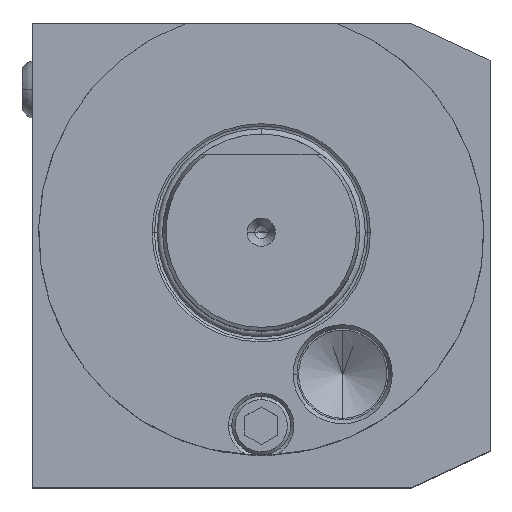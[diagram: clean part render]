
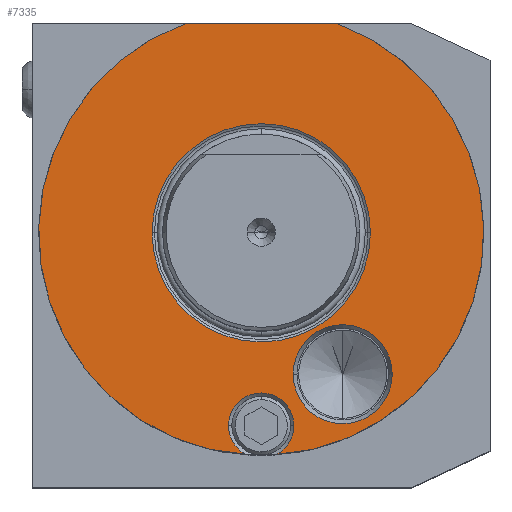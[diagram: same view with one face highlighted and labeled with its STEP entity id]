
A CAD part, top view. The second image highlights one B-rep face of the part: STEP entity #7335.
In plain terms, the highlighted planar face has unit normal (0, 0, 1).
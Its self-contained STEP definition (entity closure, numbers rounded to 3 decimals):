
#722=CARTESIAN_POINT('',(0,0,-2));
#723=DIRECTION('',(0,0,1));
#724=DIRECTION('',(-0.342,0.94,0));
#725=AXIS2_PLACEMENT_3D('',#722,#723,#724);
#727=DIRECTION('',(-1,0,0));
#728=VECTOR('',#727,23.273);
#729=CARTESIAN_POINT('',(11.636,32,-2));
#730=LINE('',#729,#728);
#731=CARTESIAN_POINT('',(0,0,-2));
#732=DIRECTION('',(0,0,1));
#733=DIRECTION('',(0.065,-0.998,0));
#734=AXIS2_PLACEMENT_3D('',#731,#732,#733);
#736=CARTESIAN_POINT('',(0,-29.5,-2));
#737=DIRECTION('',(0,0,-1));
#738=DIRECTION('',(1,0,0));
#739=AXIS2_PLACEMENT_3D('',#736,#737,#738);
#741=CARTESIAN_POINT('',(0,-29.5,-2));
#742=DIRECTION('',(0,0,-1));
#743=DIRECTION('',(0,1,0));
#744=AXIS2_PLACEMENT_3D('',#741,#742,#743);
#746=CARTESIAN_POINT('',(0,-29.5,-2));
#747=DIRECTION('',(0,0,-1));
#748=DIRECTION('',(-1,0,0));
#749=AXIS2_PLACEMENT_3D('',#746,#747,#748);
#751=CARTESIAN_POINT('',(0,-29.5,-2));
#752=DIRECTION('',(0,0,-1));
#753=DIRECTION('',(-0.445,-0.895,0));
#754=AXIS2_PLACEMENT_3D('',#751,#752,#753);
#756=CARTESIAN_POINT('',(0,0,-2));
#757=DIRECTION('',(0,0,-1));
#758=DIRECTION('',(-1,0,0));
#759=AXIS2_PLACEMENT_3D('',#756,#757,#758);
#761=CARTESIAN_POINT('',(0,0,-2));
#762=DIRECTION('',(0,0,-1));
#763=DIRECTION('',(1,0,0));
#764=AXIS2_PLACEMENT_3D('',#761,#762,#763);
#766=CARTESIAN_POINT('',(12.47,-21.62,-2));
#767=DIRECTION('',(0,0,-1));
#768=DIRECTION('',(1,0,0));
#769=AXIS2_PLACEMENT_3D('',#766,#767,#768);
#771=CARTESIAN_POINT('',(12.47,-21.62,-2));
#772=DIRECTION('',(0,0,-1));
#773=DIRECTION('',(0,1,0));
#774=AXIS2_PLACEMENT_3D('',#771,#772,#773);
#776=CARTESIAN_POINT('',(12.47,-21.62,-2));
#777=DIRECTION('',(0,0,-1));
#778=DIRECTION('',(-1,0,0));
#779=AXIS2_PLACEMENT_3D('',#776,#777,#778);
#5237=CARTESIAN_POINT('',(5,-29.5,-2));
#5239=VERTEX_POINT('',#5237);
#5241=CARTESIAN_POINT('',(2.226,-33.977,-2));
#5242=VERTEX_POINT('',#5241);
#5260=CARTESIAN_POINT('',(20.047,-21.62,-2));
#5261=CARTESIAN_POINT('',(4.893,-21.62,-2));
#5262=VERTEX_POINT('',#5260);
#5263=VERTEX_POINT('',#5261);
#5286=CARTESIAN_POINT('',(-2.226,-33.977,-2));
#5287=CARTESIAN_POINT('',(-5,-29.5,-2));
#5288=VERTEX_POINT('',#5286);
#5289=VERTEX_POINT('',#5287);
#5413=CARTESIAN_POINT('',(16.7,0,-2));
#5414=CARTESIAN_POINT('',(-16.7,0,-2));
#5415=VERTEX_POINT('',#5413);
#5416=VERTEX_POINT('',#5414);
#5427=CARTESIAN_POINT('',(11.636,32,-2));
#5428=VERTEX_POINT('',#5427);
#5456=CARTESIAN_POINT('',(0,-24.5,-2));
#5457=VERTEX_POINT('',#5456);
#5492=CARTESIAN_POINT('',(-11.636,32,-2));
#5493=VERTEX_POINT('',#5492);
#5500=CARTESIAN_POINT('',(12.47,-14.043,-2));
#5501=VERTEX_POINT('',#5500);
#7303=CARTESIAN_POINT('',(0,34.05,-2));
#7304=DIRECTION('',(0,0,-1));
#7305=DIRECTION('',(0,-1,0));
#7306=AXIS2_PLACEMENT_3D('',#7303,#7304,#7305);
#7307=PLANE('',#7306);
#7308=ORIENTED_EDGE('',*,*,#7296,.F.);
#7309=ORIENTED_EDGE('',*,*,#6997,.F.);
#7310=ORIENTED_EDGE('',*,*,#7290,.F.);
#7312=ORIENTED_EDGE('',*,*,#7311,.F.);
#7314=ORIENTED_EDGE('',*,*,#7313,.F.);
#7316=ORIENTED_EDGE('',*,*,#7315,.F.);
#7318=ORIENTED_EDGE('',*,*,#7317,.F.);
#7319=EDGE_LOOP('',(#7308,#7309,#7310,#7312,#7314,#7316,#7318));
#7320=FACE_OUTER_BOUND('',#7319,.F.);
#7322=ORIENTED_EDGE('',*,*,#7321,.F.);
#7324=ORIENTED_EDGE('',*,*,#7323,.F.);
#7325=EDGE_LOOP('',(#7322,#7324));
#7326=FACE_BOUND('',#7325,.F.);
#7328=ORIENTED_EDGE('',*,*,#7327,.F.);
#7330=ORIENTED_EDGE('',*,*,#7329,.F.);
#7332=ORIENTED_EDGE('',*,*,#7331,.F.);
#7333=EDGE_LOOP('',(#7328,#7330,#7332));
#7334=FACE_BOUND('',#7333,.F.);
#7335=ADVANCED_FACE('',(#7320,#7326,#7334),#7307,.F.);
#726=CIRCLE('',#725,34.05);
#735=CIRCLE('',#734,34.05);
#740=CIRCLE('',#739,5);
#745=CIRCLE('',#744,5);
#750=CIRCLE('',#749,5);
#755=CIRCLE('',#754,5);
#760=CIRCLE('',#759,16.7);
#765=CIRCLE('',#764,16.7);
#770=CIRCLE('',#769,7.577);
#775=CIRCLE('',#774,7.577);
#780=CIRCLE('',#779,7.577);
#6997=EDGE_CURVE('',#5428,#5493,#730,.T.);
#7290=EDGE_CURVE('',#5242,#5428,#735,.T.);
#7296=EDGE_CURVE('',#5493,#5288,#726,.T.);
#7311=EDGE_CURVE('',#5239,#5242,#740,.T.);
#7313=EDGE_CURVE('',#5457,#5239,#745,.T.);
#7315=EDGE_CURVE('',#5289,#5457,#750,.T.);
#7317=EDGE_CURVE('',#5288,#5289,#755,.T.);
#7321=EDGE_CURVE('',#5416,#5415,#760,.T.);
#7323=EDGE_CURVE('',#5415,#5416,#765,.T.);
#7327=EDGE_CURVE('',#5262,#5263,#770,.T.);
#7329=EDGE_CURVE('',#5501,#5262,#775,.T.);
#7331=EDGE_CURVE('',#5263,#5501,#780,.T.);
